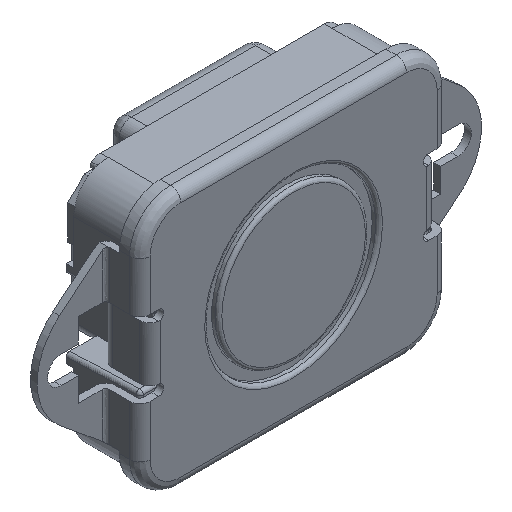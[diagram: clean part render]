
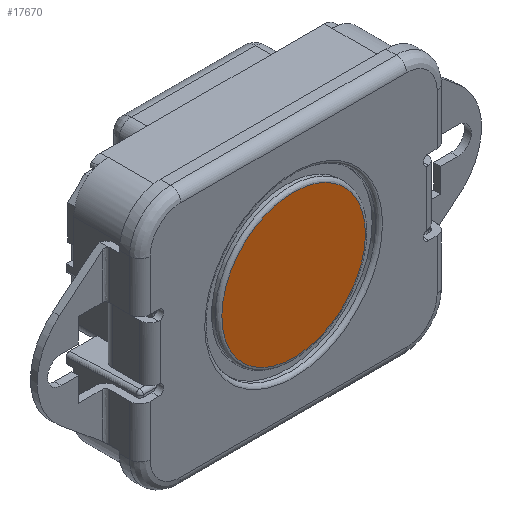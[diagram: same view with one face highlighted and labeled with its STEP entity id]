
A CAD part, isometric view. The second image highlights one B-rep face of the part: STEP entity #17670.
In plain terms, the highlighted free-form (B-spline) face has degree [1, 1] with [2, 2] control points.
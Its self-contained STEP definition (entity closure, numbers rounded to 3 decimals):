
#17564 = EDGE_CURVE('',#17565,#17565,#17567,.T.);
#17565 = VERTEX_POINT('',#17566);
#17566 = CARTESIAN_POINT('',(0.11,-0.877,
    9.228));
#17567 = ( BOUNDED_CURVE() B_SPLINE_CURVE(2,(#17568,#17569,#17570,#17571
    ,#17572,#17573,#17574),.UNSPECIFIED.,.T.,.F.) 
B_SPLINE_CURVE_WITH_KNOTS((3,2,2,3),(1.571,3.665,
5.76,7.854),.PIECEWISE_BEZIER_KNOTS.) CURVE() 
GEOMETRIC_REPRESENTATION_ITEM() RATIONAL_B_SPLINE_CURVE((1.,0.5,1.,0.5,
1.,0.5,1.)) REPRESENTATION_ITEM('') );
#17568 = CARTESIAN_POINT('',(0.11,-0.877,
    9.228));
#17569 = CARTESIAN_POINT('',(16.055,-0.877,
    9.228));
#17570 = CARTESIAN_POINT('',(8.082,-0.877,
    -4.581));
#17571 = CARTESIAN_POINT('',(0.11,-0.877,
    -18.39));
#17572 = CARTESIAN_POINT('',(-7.863,-0.877,
    -4.581));
#17573 = CARTESIAN_POINT('',(-15.835,-0.877,
    9.228));
#17574 = CARTESIAN_POINT('',(0.11,-0.877,
    9.228));
#17670 = ADVANCED_FACE('',(#17671),#17674,.F.);
#17671 = FACE_BOUND('',#17672,.T.);
#17672 = EDGE_LOOP('',(#17673));
#17673 = ORIENTED_EDGE('',*,*,#17564,.F.);
#17674 = B_SPLINE_SURFACE_WITH_KNOTS('',1,1,(
    (#17675,#17676)
    ,(#17677,#17678
  )),.UNSPECIFIED.,.F.,.F.,.F.,(2,2),(2,2),(-10.5,10.5),(-10.5,10.5),
  .PIECEWISE_BEZIER_KNOTS.);
#17675 = CARTESIAN_POINT('',(-9.096,-0.877,
    -9.184));
#17676 = CARTESIAN_POINT('',(9.315,-0.877,
    -9.184));
#17677 = CARTESIAN_POINT('',(-9.096,-0.877,
    9.228));
#17678 = CARTESIAN_POINT('',(9.315,-0.877,
    9.228));
